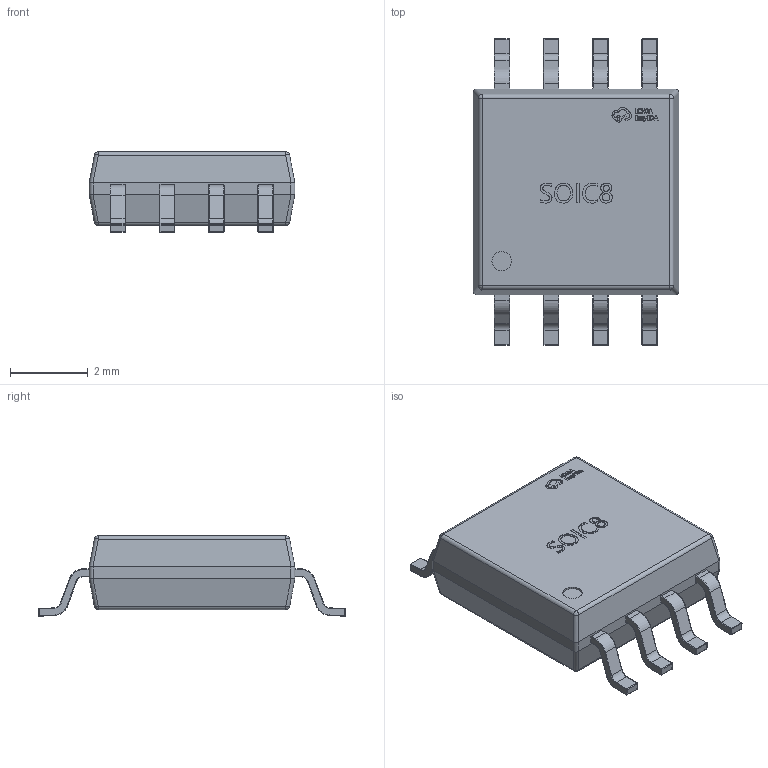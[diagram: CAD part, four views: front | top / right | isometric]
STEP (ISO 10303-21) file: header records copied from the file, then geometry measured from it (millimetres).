
FILE_DESCRIPTION (( 'STEP AP203' ), '1' );
FILE_NAME ('W25Q64.STEP', '2024-01-08T05:15:59', ( '' ), ( '' ), 'SwSTEP 2.0', 'SolidWorks 2021', '' );
FILE_SCHEMA (( 'CONFIG_CONTROL_DESIGN' ));
Length unit declared in the file: millimetre
Products named in the file (4): U1; SOIC-8_L5.3-W5.3-P1.27-LS8.0-BL; COMPOUND; W25Q64
Assembly tree (3 placements, depth 4):
  W25Q64
    U1
      SOIC-8_L5.3-W5.3-P1.27-LS8.0-BL
        COMPOUND
Bounding box: 5.3 x 7.91 x 2.07 mm (x, y, z)
Volume: 52 mm3; surface area: 108 mm2
Topology: 22 solids, 22 shells, 755 faces, 1870 edges, 1083 vertices
Faces by surface type: plane 285, bspline 284, cylinder 186
Entity records: 26924 total; most frequent: CARTESIAN_POINT 10852, ORIENTED_EDGE 3556, DIRECTION 2714, EDGE_CURVE 1778, VERTEX_POINT 1083, LINE 980, VECTOR 980, AXIS2_PLACEMENT_3D 867
